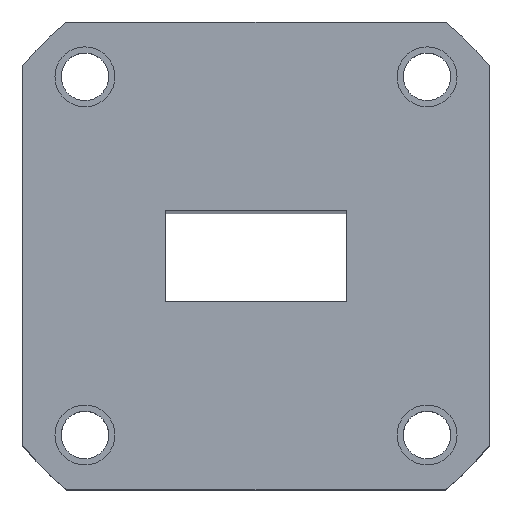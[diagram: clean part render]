
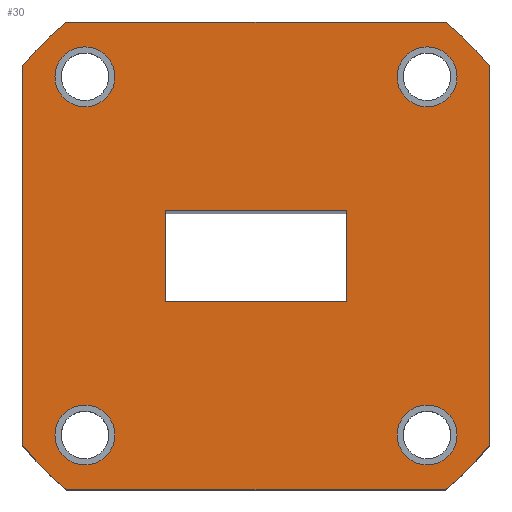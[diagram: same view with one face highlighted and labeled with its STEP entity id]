
A CAD part, top view. The second image highlights one B-rep face of the part: STEP entity #30.
In plain terms, the highlighted planar face has unit normal (0, 0, 1).
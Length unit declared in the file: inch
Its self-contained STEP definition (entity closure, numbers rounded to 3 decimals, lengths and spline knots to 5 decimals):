
#14 = FACE_BOUND ( 'NONE', #939, .T. ) ;
#16 = CARTESIAN_POINT ( 'NONE',  ( 0., 0., 0. ) ) ;
#21 = FACE_BOUND ( 'NONE', #103, .T. ) ;
#25 = CARTESIAN_POINT ( 'NONE',  ( 0.32, 0.335, 0. ) ) ;
#29 = DIRECTION ( 'NONE',  ( -1., 0., 0. ) ) ;
#30 = ADVANCED_FACE ( 'NONE', ( #682, #1077, #1146, #21, #14, #403 ), #885, .F. ) ;
#39 = DIRECTION ( 'NONE',  ( -1., 0., 0. ) ) ;
#41 = DIRECTION ( 'NONE',  ( 1., 0., 0. ) ) ;
#45 = DIRECTION ( 'NONE',  ( -1., 0., 0. ) ) ;
#53 = CARTESIAN_POINT ( 'NONE',  ( -0.35355, -0.4375, 0. ) ) ;
#77 = EDGE_LOOP ( 'NONE', ( #255, #270, #1103, #749, #781, #379, #1016, #731 ) ) ;
#93 = LINE ( 'NONE', #862, #458 ) ;
#100 = CARTESIAN_POINT ( 'NONE',  ( 0.17, -0.085, 0. ) ) ;
#103 = EDGE_LOOP ( 'NONE', ( #209 ) ) ;
#110 = CIRCLE ( 'NONE', #1203, 0.5625 ) ;
#115 = CARTESIAN_POINT ( 'NONE',  ( -0.4375, 0.35355, 0. ) ) ;
#118 = CARTESIAN_POINT ( 'NONE',  ( 0., -0.085, 0. ) ) ;
#125 = VERTEX_POINT ( 'NONE', #582 ) ;
#131 = VERTEX_POINT ( 'NONE', #519 ) ;
#138 = DIRECTION ( 'NONE',  ( 0., -1., 0. ) ) ;
#142 = CARTESIAN_POINT ( 'NONE',  ( 0., 0.085, 0. ) ) ;
#146 = VERTEX_POINT ( 'NONE', #307 ) ;
#154 = AXIS2_PLACEMENT_3D ( 'NONE', #601, #1191, #556 ) ;
#159 = VERTEX_POINT ( 'NONE', #53 ) ;
#181 = VERTEX_POINT ( 'NONE', #351 ) ;
#208 = EDGE_CURVE ( 'NONE', #1163, #1163, #262, .T. ) ;
#209 = ORIENTED_EDGE ( 'NONE', *, *, #785, .F. ) ;
#215 = VERTEX_POINT ( 'NONE', #1051 ) ;
#221 = VECTOR ( 'NONE', #502, 39.37008 ) ;
#228 = DIRECTION ( 'NONE',  ( 0., 1., 0. ) ) ;
#236 = EDGE_CURVE ( 'NONE', #240, #215, #688, .T. ) ;
#240 = VERTEX_POINT ( 'NONE', #115 ) ;
#246 = DIRECTION ( 'NONE',  ( 0., 0., -1. ) ) ;
#255 = ORIENTED_EDGE ( 'NONE', *, *, #849, .F. ) ;
#262 = CIRCLE ( 'NONE', #1100, 0.056 ) ;
#270 = ORIENTED_EDGE ( 'NONE', *, *, #236, .T. ) ;
#274 = VECTOR ( 'NONE', #505, 39.37008 ) ;
#275 = EDGE_CURVE ( 'NONE', #382, #146, #338, .T. ) ;
#300 = CIRCLE ( 'NONE', #854, 0.056 ) ;
#305 = DIRECTION ( 'NONE',  ( 1., 0., 0. ) ) ;
#306 = EDGE_LOOP ( 'NONE', ( #373 ) ) ;
#307 = CARTESIAN_POINT ( 'NONE',  ( 0.17, 0.085, 0. ) ) ;
#312 = DIRECTION ( 'NONE',  ( 0., 1., 0. ) ) ;
#316 = CARTESIAN_POINT ( 'NONE',  ( 0., 0., 0. ) ) ;
#318 = CARTESIAN_POINT ( 'NONE',  ( 0.4375, -0.35355, 0. ) ) ;
#335 = EDGE_CURVE ( 'NONE', #159, #215, #374, .T. ) ;
#338 = LINE ( 'NONE', #142, #274 ) ;
#342 = VERTEX_POINT ( 'NONE', #905 ) ;
#351 = CARTESIAN_POINT ( 'NONE',  ( -0.35355, 0.4375, 0. ) ) ;
#365 = CARTESIAN_POINT ( 'NONE',  ( -0.4375, 0.4375, 0. ) ) ;
#373 = ORIENTED_EDGE ( 'NONE', *, *, #995, .F. ) ;
#374 = CIRCLE ( 'NONE', #1061, 0.5625 ) ;
#377 = EDGE_CURVE ( 'NONE', #931, #342, #1200, .T. ) ;
#379 = ORIENTED_EDGE ( 'NONE', *, *, #1014, .T. ) ;
#382 = VERTEX_POINT ( 'NONE', #724 ) ;
#386 = ORIENTED_EDGE ( 'NONE', *, *, #208, .F. ) ;
#403 = FACE_OUTER_BOUND ( 'NONE', #77, .T. ) ;
#405 = DIRECTION ( 'NONE',  ( 1., 0., 0. ) ) ;
#407 = DIRECTION ( 'NONE',  ( 0., 0., 1. ) ) ;
#408 = CARTESIAN_POINT ( 'NONE',  ( 0., 0., 0. ) ) ;
#430 = CARTESIAN_POINT ( 'NONE',  ( -0.4375, -0.4375, 0. ) ) ;
#439 = VECTOR ( 'NONE', #138, 39.37008 ) ;
#442 = DIRECTION ( 'NONE',  ( 1., 0., 0. ) ) ;
#458 = VECTOR ( 'NONE', #312, 39.37008 ) ;
#463 = EDGE_CURVE ( 'NONE', #484, #648, #110, .T. ) ;
#484 = VERTEX_POINT ( 'NONE', #318 ) ;
#487 = CARTESIAN_POINT ( 'NONE',  ( 0.32, -0.335, 0. ) ) ;
#493 = AXIS2_PLACEMENT_3D ( 'NONE', #1071, #407, #798 ) ;
#494 = EDGE_CURVE ( 'NONE', #146, #642, #1149, .T. ) ;
#498 = DIRECTION ( 'NONE',  ( 0., 0., 1. ) ) ;
#501 = VERTEX_POINT ( 'NONE', #768 ) ;
#502 = DIRECTION ( 'NONE',  ( -1., 0., 0. ) ) ;
#505 = DIRECTION ( 'NONE',  ( 1., 0., 0. ) ) ;
#519 = CARTESIAN_POINT ( 'NONE',  ( 0.376, 0.335, 0. ) ) ;
#522 = CARTESIAN_POINT ( 'NONE',  ( 0., 0., 0. ) ) ;
#532 = EDGE_CURVE ( 'NONE', #1135, #382, #705, .T. ) ;
#534 = CARTESIAN_POINT ( 'NONE',  ( -0.32, 0.335, 0. ) ) ;
#538 = AXIS2_PLACEMENT_3D ( 'NONE', #25, #619, #41 ) ;
#550 = DIRECTION ( 'NONE',  ( -1., 0., 0. ) ) ;
#553 = VECTOR ( 'NONE', #970, 39.37008 ) ;
#556 = DIRECTION ( 'NONE',  ( 1., 0., 0. ) ) ;
#568 = CARTESIAN_POINT ( 'NONE',  ( -0.17, -0.085, 0. ) ) ;
#575 = VECTOR ( 'NONE', #228, 39.37008 ) ;
#582 = CARTESIAN_POINT ( 'NONE',  ( -0.264, 0.335, 0. ) ) ;
#593 = CARTESIAN_POINT ( 'NONE',  ( -0.4375, -0.4375, 0. ) ) ;
#601 = CARTESIAN_POINT ( 'NONE',  ( 0., 0., 0. ) ) ;
#619 = DIRECTION ( 'NONE',  ( 0., 0., 1. ) ) ;
#642 = VERTEX_POINT ( 'NONE', #100 ) ;
#648 = VERTEX_POINT ( 'NONE', #865 ) ;
#660 = ORIENTED_EDGE ( 'NONE', *, *, #275, .T. ) ;
#665 = ORIENTED_EDGE ( 'NONE', *, *, #977, .T. ) ;
#679 = CIRCLE ( 'NONE', #493, 0.056 ) ;
#681 = EDGE_CURVE ( 'NONE', #131, #131, #719, .T. ) ;
#682 = FACE_BOUND ( 'NONE', #925, .T. ) ;
#688 = LINE ( 'NONE', #593, #553 ) ;
#689 = EDGE_CURVE ( 'NONE', #159, #648, #880, .T. ) ;
#696 = VECTOR ( 'NONE', #405, 39.37008 ) ;
#702 = LINE ( 'NONE', #118, #221 ) ;
#705 = LINE ( 'NONE', #975, #575 ) ;
#710 = EDGE_LOOP ( 'NONE', ( #1208 ) ) ;
#713 = DIRECTION ( 'NONE',  ( 0., 0., -1. ) ) ;
#719 = CIRCLE ( 'NONE', #538, 0.056 ) ;
#724 = CARTESIAN_POINT ( 'NONE',  ( -0.17, 0.085, 0. ) ) ;
#731 = ORIENTED_EDGE ( 'NONE', *, *, #1084, .T. ) ;
#749 = ORIENTED_EDGE ( 'NONE', *, *, #689, .T. ) ;
#768 = CARTESIAN_POINT ( 'NONE',  ( -0.264, -0.335, 0. ) ) ;
#781 = ORIENTED_EDGE ( 'NONE', *, *, #463, .F. ) ;
#785 = EDGE_CURVE ( 'NONE', #125, #125, #300, .T. ) ;
#786 = DIRECTION ( 'NONE',  ( 0., 0., -1. ) ) ;
#798 = DIRECTION ( 'NONE',  ( 1., 0., 0. ) ) ;
#849 = EDGE_CURVE ( 'NONE', #240, #181, #1153, .T. ) ;
#854 = AXIS2_PLACEMENT_3D ( 'NONE', #534, #914, #442 ) ;
#862 = CARTESIAN_POINT ( 'NONE',  ( 0.4375, -0.4375, 0. ) ) ;
#865 = CARTESIAN_POINT ( 'NONE',  ( 0.35355, -0.4375, 0. ) ) ;
#869 = ORIENTED_EDGE ( 'NONE', *, *, #532, .T. ) ;
#880 = LINE ( 'NONE', #430, #696 ) ;
#885 = PLANE ( 'NONE',  #887 ) ;
#887 = AXIS2_PLACEMENT_3D ( 'NONE', #316, #786, #29 ) ;
#905 = CARTESIAN_POINT ( 'NONE',  ( 0.35355, 0.4375, 0. ) ) ;
#914 = DIRECTION ( 'NONE',  ( 0., 0., 1. ) ) ;
#925 = EDGE_LOOP ( 'NONE', ( #665, #869, #660, #958 ) ) ;
#931 = VERTEX_POINT ( 'NONE', #979 ) ;
#939 = EDGE_LOOP ( 'NONE', ( #386 ) ) ;
#951 = VECTOR ( 'NONE', #550, 39.37008 ) ;
#958 = ORIENTED_EDGE ( 'NONE', *, *, #494, .T. ) ;
#970 = DIRECTION ( 'NONE',  ( 0., -1., 0. ) ) ;
#975 = CARTESIAN_POINT ( 'NONE',  ( -0.17, 0., 0. ) ) ;
#977 = EDGE_CURVE ( 'NONE', #642, #1135, #702, .T. ) ;
#979 = CARTESIAN_POINT ( 'NONE',  ( 0.4375, 0.35355, 0. ) ) ;
#995 = EDGE_CURVE ( 'NONE', #501, #501, #679, .T. ) ;
#1014 = EDGE_CURVE ( 'NONE', #484, #931, #93, .T. ) ;
#1016 = ORIENTED_EDGE ( 'NONE', *, *, #377, .T. ) ;
#1051 = CARTESIAN_POINT ( 'NONE',  ( -0.4375, -0.35355, 0. ) ) ;
#1061 = AXIS2_PLACEMENT_3D ( 'NONE', #408, #713, #1072 ) ;
#1067 = CARTESIAN_POINT ( 'NONE',  ( 0.17, 0., 0. ) ) ;
#1071 = CARTESIAN_POINT ( 'NONE',  ( -0.32, -0.335, 0. ) ) ;
#1072 = DIRECTION ( 'NONE',  ( -1., 0., 0. ) ) ;
#1077 = FACE_BOUND ( 'NONE', #710, .T. ) ;
#1084 = EDGE_CURVE ( 'NONE', #342, #181, #1199, .T. ) ;
#1100 = AXIS2_PLACEMENT_3D ( 'NONE', #487, #498, #305 ) ;
#1103 = ORIENTED_EDGE ( 'NONE', *, *, #335, .F. ) ;
#1104 = AXIS2_PLACEMENT_3D ( 'NONE', #522, #246, #45 ) ;
#1134 = CARTESIAN_POINT ( 'NONE',  ( 0.376, -0.335, 0. ) ) ;
#1135 = VERTEX_POINT ( 'NONE', #568 ) ;
#1146 = FACE_BOUND ( 'NONE', #306, .T. ) ;
#1149 = LINE ( 'NONE', #1067, #439 ) ;
#1153 = CIRCLE ( 'NONE', #1104, 0.5625 ) ;
#1160 = DIRECTION ( 'NONE',  ( 0., 0., -1. ) ) ;
#1163 = VERTEX_POINT ( 'NONE', #1134 ) ;
#1191 = DIRECTION ( 'NONE',  ( 0., 0., 1. ) ) ;
#1199 = LINE ( 'NONE', #365, #951 ) ;
#1200 = CIRCLE ( 'NONE', #154, 0.5625 ) ;
#1203 = AXIS2_PLACEMENT_3D ( 'NONE', #16, #1160, #39 ) ;
#1208 = ORIENTED_EDGE ( 'NONE', *, *, #681, .F. ) ;
